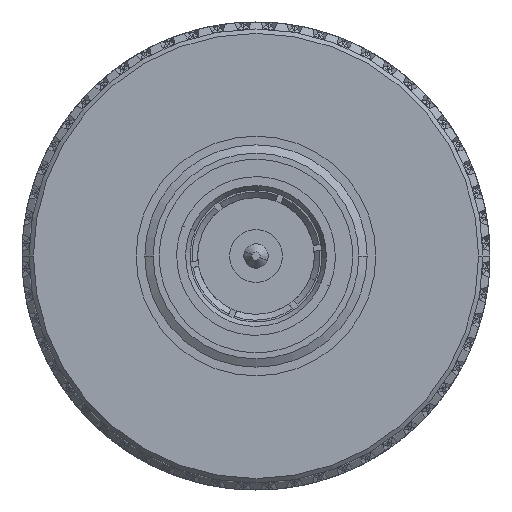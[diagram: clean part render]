
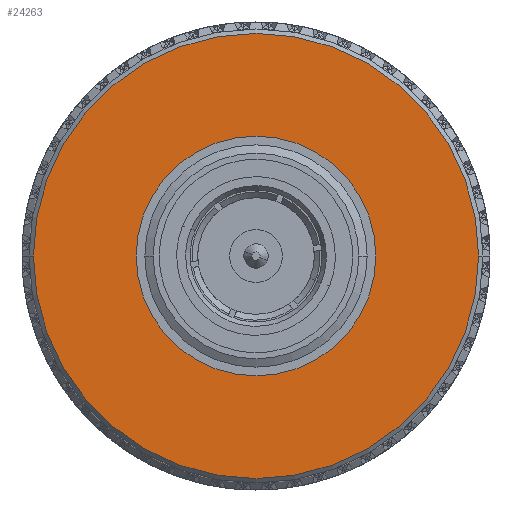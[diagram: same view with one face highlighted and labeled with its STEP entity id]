
A CAD part, left-side view. The second image highlights one B-rep face of the part: STEP entity #24263.
In plain terms, the highlighted face is planar.
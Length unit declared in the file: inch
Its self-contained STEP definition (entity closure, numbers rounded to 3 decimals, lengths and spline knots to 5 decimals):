
#326 = AXIS2_PLACEMENT_3D ( 'NONE', #71099, #93466, #32947 ) ;
#2503 = DIRECTION ( 'NONE',  ( 0., 1., 0. ) ) ;
#6611 = PLANE ( 'NONE',  #26164 ) ;
#7618 = FACE_BOUND ( 'NONE', #65300, .T. ) ;
#10706 = AXIS2_PLACEMENT_3D ( 'NONE', #39209, #70229, #31558 ) ;
#10886 = EDGE_CURVE ( 'NONE', #18116, #25323, #34187, .T. ) ;
#15224 = DIRECTION ( 'NONE',  ( 1., 0., 0. ) ) ;
#17000 = VERTEX_POINT ( 'NONE', #89944 ) ;
#17449 = CIRCLE ( 'NONE', #40202, 0.075 ) ;
#18116 = VERTEX_POINT ( 'NONE', #85734 ) ;
#19214 = DIRECTION ( 'NONE',  ( -1., 0., 0. ) ) ;
#19657 = DIRECTION ( 'NONE',  ( 1., 0., 0. ) ) ;
#24010 = EDGE_LOOP ( 'NONE', ( #76955, #56978 ) ) ;
#24263 = ADVANCED_FACE ( 'NONE', ( #53806, #7618 ), #6611, .T. ) ;
#25323 = VERTEX_POINT ( 'NONE', #87199 ) ;
#26164 = AXIS2_PLACEMENT_3D ( 'NONE', #92433, #15224, #52299 ) ;
#31558 = DIRECTION ( 'NONE',  ( 0., 1., 0. ) ) ;
#32104 = ORIENTED_EDGE ( 'NONE', *, *, #40440, .F. ) ;
#32947 = DIRECTION ( 'NONE',  ( 0., 1., 0. ) ) ;
#34187 = CIRCLE ( 'NONE', #65046, 0.38054 ) ;
#39209 = CARTESIAN_POINT ( 'NONE',  ( 0.66697, 0., 0. ) ) ;
#40202 = AXIS2_PLACEMENT_3D ( 'NONE', #75046, #19657, #58756 ) ;
#40440 = EDGE_CURVE ( 'NONE', #60370, #17000, #17449, .T. ) ;
#45243 = EDGE_CURVE ( 'NONE', #17000, #60370, #46326, .T. ) ;
#46326 = CIRCLE ( 'NONE', #10706, 0.075 ) ;
#52299 = DIRECTION ( 'NONE',  ( 0., 1., 0. ) ) ;
#53806 = FACE_OUTER_BOUND ( 'NONE', #24010, .T. ) ;
#55092 = ORIENTED_EDGE ( 'NONE', *, *, #45243, .F. ) ;
#56978 = ORIENTED_EDGE ( 'NONE', *, *, #10886, .F. ) ;
#58729 = CIRCLE ( 'NONE', #326, 0.38054 ) ;
#58756 = DIRECTION ( 'NONE',  ( 0., 1., 0. ) ) ;
#60370 = VERTEX_POINT ( 'NONE', #69256 ) ;
#64955 = CARTESIAN_POINT ( 'NONE',  ( 0.66697, 0., 0. ) ) ;
#65046 = AXIS2_PLACEMENT_3D ( 'NONE', #64955, #19214, #2503 ) ;
#65300 = EDGE_LOOP ( 'NONE', ( #32104, #55092 ) ) ;
#69256 = CARTESIAN_POINT ( 'NONE',  ( 0.66697, -0.075, 0. ) ) ;
#70229 = DIRECTION ( 'NONE',  ( 1., 0., 0. ) ) ;
#71099 = CARTESIAN_POINT ( 'NONE',  ( 0.66697, 0., 0. ) ) ;
#75046 = CARTESIAN_POINT ( 'NONE',  ( 0.66697, 0., 0. ) ) ;
#76955 = ORIENTED_EDGE ( 'NONE', *, *, #83489, .F. ) ;
#83489 = EDGE_CURVE ( 'NONE', #25323, #18116, #58729, .T. ) ;
#85734 = CARTESIAN_POINT ( 'NONE',  ( 0.66697, 0.38054, 0. ) ) ;
#87199 = CARTESIAN_POINT ( 'NONE',  ( 0.66697, -0.38054, 0. ) ) ;
#89944 = CARTESIAN_POINT ( 'NONE',  ( 0.66697, 0.075, 0. ) ) ;
#92433 = CARTESIAN_POINT ( 'NONE',  ( 0.66697, 0.29553, 0. ) ) ;
#93466 = DIRECTION ( 'NONE',  ( -1., 0., 0. ) ) ;
